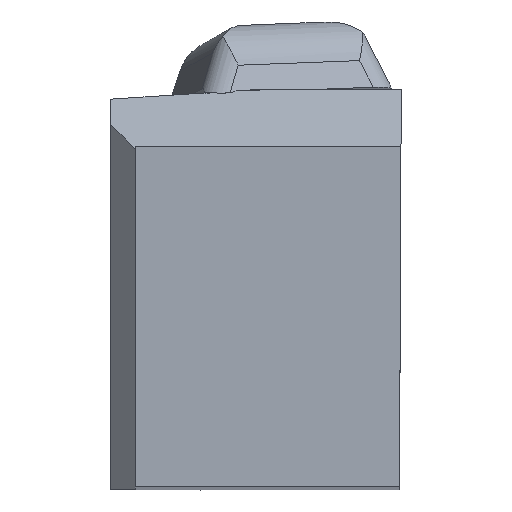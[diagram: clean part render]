
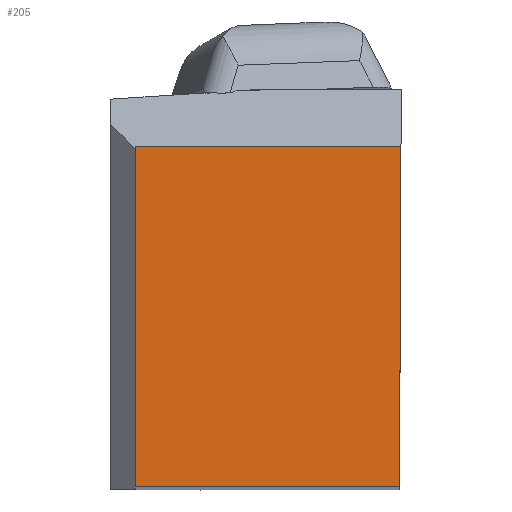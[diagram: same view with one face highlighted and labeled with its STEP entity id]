
A CAD part, top view. The second image highlights one B-rep face of the part: STEP entity #205.
In plain terms, the highlighted planar face has unit normal (0, 0, 1).
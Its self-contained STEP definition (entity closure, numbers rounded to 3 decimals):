
#145=FACE_OUTER_BOUND('',#568,.T.);
#205=ADVANCED_FACE('BLANK_BOXF006',(#145),#260,.F.);
#260=PLANE('',#1354);
#336=LINE('',#1955,#457);
#337=LINE('',#1958,#458);
#338=LINE('',#1960,#459);
#339=LINE('',#1962,#460);
#457=VECTOR('',#1546,1.);
#458=VECTOR('',#1547,1.);
#459=VECTOR('',#1548,1.);
#460=VECTOR('',#1549,1.);
#568=EDGE_LOOP('',(#706,#707,#708,#709));
#706=ORIENTED_EDGE('',*,*,#1120,.F.);
#707=ORIENTED_EDGE('',*,*,#1121,.F.);
#708=ORIENTED_EDGE('',*,*,#1122,.F.);
#709=ORIENTED_EDGE('',*,*,#1123,.F.);
#996=VERTEX_POINT('',#1956);
#997=VERTEX_POINT('',#1957);
#998=VERTEX_POINT('',#1959);
#999=VERTEX_POINT('',#1961);
#1120=EDGE_CURVE('',#996,#997,#336,.T.);
#1121=EDGE_CURVE('',#998,#996,#337,.T.);
#1122=EDGE_CURVE('',#999,#998,#338,.T.);
#1123=EDGE_CURVE('',#997,#999,#339,.T.);
#1354=AXIS2_PLACEMENT_3D('',#1963,#1550,#1551);
#1546=DIRECTION('',(0.,1.,0.));
#1547=DIRECTION('',(-1.,0.,0.));
#1548=DIRECTION('',(-0.004,-1.,0.));
#1549=DIRECTION('',(1.,0.,0.));
#1550=DIRECTION('',(0.,0.,-1.));
#1551=DIRECTION('',(-1.,0.,0.));
#1955=CARTESIAN_POINT('',(-24.875,-187.35,0.));
#1956=CARTESIAN_POINT('',(-24.875,0.,0.));
#1957=CARTESIAN_POINT('',(-24.875,31.85,0.));
#1958=CARTESIAN_POINT('',(187.35,0.,0.));
#1959=CARTESIAN_POINT('',(-0.139,0.,0.));
#1960=CARTESIAN_POINT('',(0.678,187.348,0.));
#1961=CARTESIAN_POINT('',(0.,31.85,0.));
#1962=CARTESIAN_POINT('',(-187.35,31.85,0.));
#1963=CARTESIAN_POINT('',(-38.35,-5.,0.));
